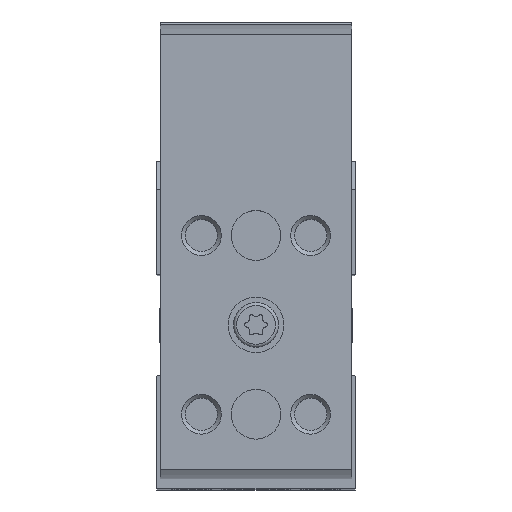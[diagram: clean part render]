
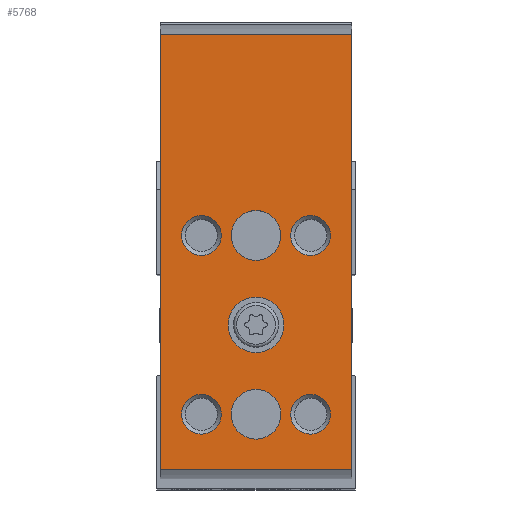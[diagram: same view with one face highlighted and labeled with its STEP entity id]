
A CAD part, top view. The second image highlights one B-rep face of the part: STEP entity #5768.
In plain terms, the highlighted planar face has unit normal (0, 0, 1).
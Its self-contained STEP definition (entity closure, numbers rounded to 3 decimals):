
#426=CIRCLE('',#7612,2.8);
#427=CIRCLE('',#7613,2.5);
#428=CIRCLE('',#7614,2.5);
#429=CIRCLE('',#7615,2.);
#430=CIRCLE('',#7616,2.);
#431=CIRCLE('',#7617,2.);
#432=CIRCLE('',#7618,2.);
#1505=ORIENTED_EDGE('',*,*,#2644,.T.);
#1506=ORIENTED_EDGE('',*,*,#2645,.T.);
#1507=ORIENTED_EDGE('',*,*,#2646,.T.);
#1508=ORIENTED_EDGE('',*,*,#2647,.F.);
#1509=ORIENTED_EDGE('',*,*,#2648,.F.);
#1510=ORIENTED_EDGE('',*,*,#2649,.F.);
#1511=ORIENTED_EDGE('',*,*,#2650,.F.);
#1512=ORIENTED_EDGE('',*,*,#2651,.T.);
#1513=ORIENTED_EDGE('',*,*,#2652,.F.);
#1514=ORIENTED_EDGE('',*,*,#2653,.F.);
#1515=ORIENTED_EDGE('',*,*,#2654,.T.);
#2644=EDGE_CURVE('',#3306,#3306,#426,.T.);
#2645=EDGE_CURVE('',#3307,#3307,#427,.T.);
#2646=EDGE_CURVE('',#3308,#3308,#428,.T.);
#2647=EDGE_CURVE('',#3309,#3309,#429,.T.);
#2648=EDGE_CURVE('',#3310,#3310,#430,.T.);
#2649=EDGE_CURVE('',#3311,#3311,#431,.T.);
#2650=EDGE_CURVE('',#3312,#3312,#432,.T.);
#2651=EDGE_CURVE('',#3313,#3314,#3815,.T.);
#2652=EDGE_CURVE('',#3315,#3314,#3816,.T.);
#2653=EDGE_CURVE('',#3316,#3315,#3817,.T.);
#2654=EDGE_CURVE('',#3316,#3313,#3818,.T.);
#3306=VERTEX_POINT('',#10909);
#3307=VERTEX_POINT('',#10911);
#3308=VERTEX_POINT('',#10913);
#3309=VERTEX_POINT('',#10915);
#3310=VERTEX_POINT('',#10917);
#3311=VERTEX_POINT('',#10919);
#3312=VERTEX_POINT('',#10921);
#3313=VERTEX_POINT('',#10923);
#3314=VERTEX_POINT('',#10924);
#3315=VERTEX_POINT('',#10926);
#3316=VERTEX_POINT('',#10928);
#3815=LINE('',#10922,#4229);
#3816=LINE('',#10925,#4230);
#3817=LINE('',#10927,#4231);
#3818=LINE('',#10929,#4232);
#4229=VECTOR('',#9040,1000.);
#4230=VECTOR('',#9041,1000.);
#4231=VECTOR('',#9042,1000.);
#4232=VECTOR('',#9043,1000.);
#4623=EDGE_LOOP('',(#1505));
#4624=EDGE_LOOP('',(#1506));
#4625=EDGE_LOOP('',(#1507));
#4626=EDGE_LOOP('',(#1508));
#4627=EDGE_LOOP('',(#1509));
#4628=EDGE_LOOP('',(#1510));
#4629=EDGE_LOOP('',(#1511));
#4630=EDGE_LOOP('',(#1512,#1513,#1514,#1515));
#5168=FACE_BOUND('',#4623,.T.);
#5169=FACE_BOUND('',#4624,.T.);
#5170=FACE_BOUND('',#4625,.T.);
#5171=FACE_BOUND('',#4626,.T.);
#5172=FACE_BOUND('',#4627,.T.);
#5173=FACE_BOUND('',#4628,.T.);
#5174=FACE_BOUND('',#4629,.T.);
#5175=FACE_BOUND('',#4630,.T.);
#5523=PLANE('',#7611);
#5768=ADVANCED_FACE('',(#5168,#5169,#5170,#5171,#5172,#5173,#5174,#5175),
#5523,.F.);
#7611=AXIS2_PLACEMENT_3D('',#10907,#9024,#9025);
#7612=AXIS2_PLACEMENT_3D('',#10908,#9026,#9027);
#7613=AXIS2_PLACEMENT_3D('',#10910,#9028,#9029);
#7614=AXIS2_PLACEMENT_3D('',#10912,#9030,#9031);
#7615=AXIS2_PLACEMENT_3D('',#10914,#9032,#9033);
#7616=AXIS2_PLACEMENT_3D('',#10916,#9034,#9035);
#7617=AXIS2_PLACEMENT_3D('',#10918,#9036,#9037);
#7618=AXIS2_PLACEMENT_3D('',#10920,#9038,#9039);
#9024=DIRECTION('',(0.,0.,-1.));
#9025=DIRECTION('',(-1.,0.,0.));
#9026=DIRECTION('',(0.,0.,-1.));
#9027=DIRECTION('',(-1.,0.,0.));
#9028=DIRECTION('',(0.,0.,-1.));
#9029=DIRECTION('',(-1.,0.,0.));
#9030=DIRECTION('',(0.,0.,-1.));
#9031=DIRECTION('',(-1.,0.,0.));
#9032=DIRECTION('',(0.,0.,1.));
#9033=DIRECTION('',(1.,0.,0.));
#9034=DIRECTION('',(0.,0.,1.));
#9035=DIRECTION('',(1.,0.,0.));
#9036=DIRECTION('',(0.,0.,1.));
#9037=DIRECTION('',(1.,0.,0.));
#9038=DIRECTION('',(0.,0.,1.));
#9039=DIRECTION('',(1.,0.,0.));
#9040=DIRECTION('',(0.,-1.,0.));
#9041=DIRECTION('',(-1.,0.,0.));
#9042=DIRECTION('',(0.,-1.,0.));
#9043=DIRECTION('',(-1.,0.,0.));
#10907=CARTESIAN_POINT('',(9.65,46.,0.));
#10908=CARTESIAN_POINT('',(0.,15.5,0.));
#10909=CARTESIAN_POINT('',(-2.8,15.5,0.));
#10910=CARTESIAN_POINT('',(0.,6.5,0.));
#10911=CARTESIAN_POINT('',(-2.5,6.5,0.));
#10912=CARTESIAN_POINT('',(0.,24.5,0.));
#10913=CARTESIAN_POINT('',(-2.5,24.5,0.));
#10914=CARTESIAN_POINT('',(-5.5,24.5,0.));
#10915=CARTESIAN_POINT('',(-3.5,24.5,0.));
#10916=CARTESIAN_POINT('',(5.5,24.5,0.));
#10917=CARTESIAN_POINT('',(7.5,24.5,0.));
#10918=CARTESIAN_POINT('',(-5.5,6.5,0.));
#10919=CARTESIAN_POINT('',(-3.5,6.5,0.));
#10920=CARTESIAN_POINT('',(5.5,6.5,0.));
#10921=CARTESIAN_POINT('',(7.5,6.5,0.));
#10922=CARTESIAN_POINT('',(-9.65,46.,0.));
#10923=CARTESIAN_POINT('',(-9.65,44.747,0.));
#10924=CARTESIAN_POINT('',(-9.65,0.953,0.));
#10925=CARTESIAN_POINT('',(9.65,0.953,0.));
#10926=CARTESIAN_POINT('',(9.65,0.953,0.));
#10927=CARTESIAN_POINT('',(9.65,46.,0.));
#10928=CARTESIAN_POINT('',(9.65,44.747,0.));
#10929=CARTESIAN_POINT('',(9.65,44.747,0.));
